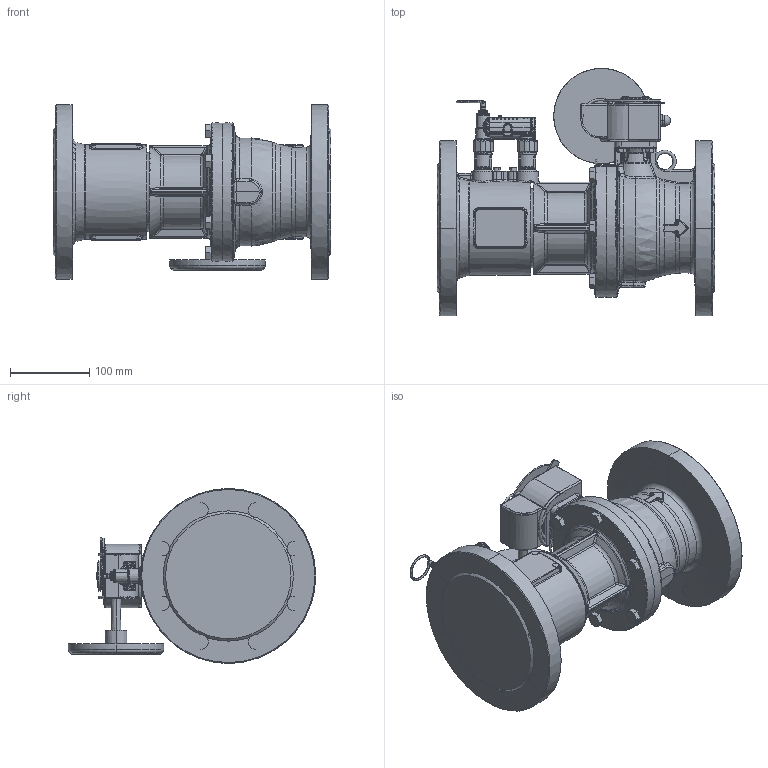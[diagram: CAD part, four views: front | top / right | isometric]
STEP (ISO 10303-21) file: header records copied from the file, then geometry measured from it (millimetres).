
FILE_DESCRIPTION((''),'2;1');
FILE_NAME('DVT8_132100_SW0001','2017-03-02T',('sparenzan'),(''),'CREO PARAMETRIC BY PTC INC, 2016050','CREO PARAMETRIC BY PTC INC, 2016050','');
FILE_SCHEMA(('CONFIG_CONTROL_DESIGN'));
Products named in the file (1): DVT8_132100_SW0001
Bounding box: 350 x 311.37 x 220 mm (x, y, z)
Surface area: 652809.5 mm2 (no closed solid volume)
Topology: 0 solids, 0 shells, 2157 faces, 11300 edges, 11081 vertices
Faces by surface type: bspline 1866, torus 245, sphere 46
Entity records: 217219 total; most frequent: CARTESIAN_POINT 123216, DIRECTION 14052, TRIMMED_CURVE 11466, DEFINITIONAL_REPRESENTATION 10938, PCURVE 10938, COMPOSITE_CURVE_SEGMENT 10938, VECTOR 9462, LINE 9462
